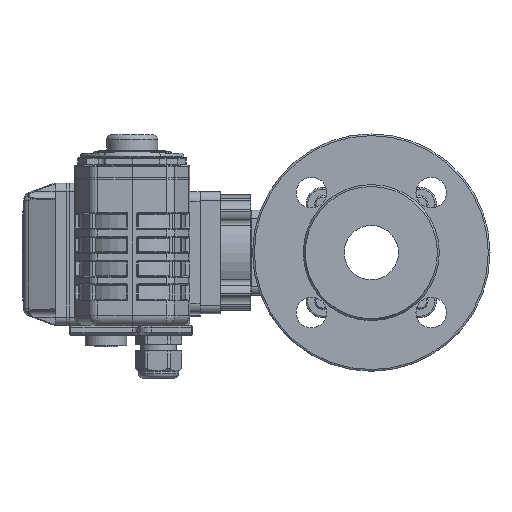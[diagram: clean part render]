
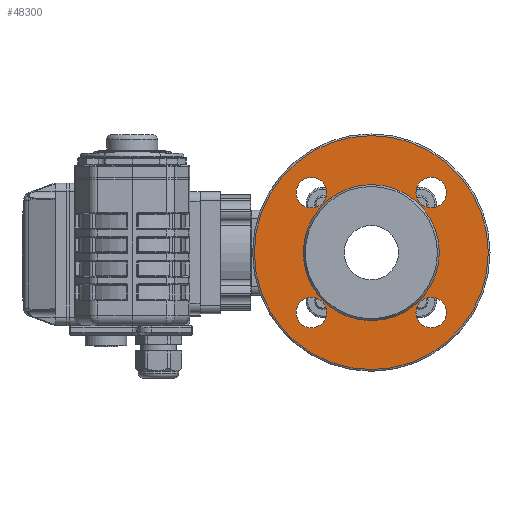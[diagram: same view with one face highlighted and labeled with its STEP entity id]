
A CAD part, left-side view. The second image highlights one B-rep face of the part: STEP entity #48300.
In plain terms, the highlighted planar face has unit normal (-1, 0, 0).
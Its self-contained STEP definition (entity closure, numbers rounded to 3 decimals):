
#1835=PLANE('',#51822);
#3247=CIRCLE('',#51823,69.);
#3248=CIRCLE('',#51824,40.13);
#3249=CIRCLE('',#51825,9.);
#3250=CIRCLE('',#51826,9.);
#3251=CIRCLE('',#51827,9.);
#3252=CIRCLE('',#51828,9.);
#15222=ORIENTED_EDGE('',*,*,#28892,.T.);
#15223=ORIENTED_EDGE('',*,*,#28893,.F.);
#15224=ORIENTED_EDGE('',*,*,#28894,.F.);
#15225=ORIENTED_EDGE('',*,*,#28895,.F.);
#15226=ORIENTED_EDGE('',*,*,#28896,.F.);
#15227=ORIENTED_EDGE('',*,*,#28897,.F.);
#28892=EDGE_CURVE('',#35719,#35719,#3247,.T.);
#28893=EDGE_CURVE('',#35720,#35720,#3248,.T.);
#28894=EDGE_CURVE('',#35721,#35721,#3249,.T.);
#28895=EDGE_CURVE('',#35722,#35722,#3250,.T.);
#28896=EDGE_CURVE('',#35723,#35723,#3251,.T.);
#28897=EDGE_CURVE('',#35724,#35724,#3252,.T.);
#35719=VERTEX_POINT('',#93386);
#35720=VERTEX_POINT('',#93388);
#35721=VERTEX_POINT('',#93390);
#35722=VERTEX_POINT('',#93392);
#35723=VERTEX_POINT('',#93394);
#35724=VERTEX_POINT('',#93396);
#41160=EDGE_LOOP('',(#15222));
#41161=EDGE_LOOP('',(#15223));
#41162=EDGE_LOOP('',(#15224));
#41163=EDGE_LOOP('',(#15225));
#41164=EDGE_LOOP('',(#15226));
#41165=EDGE_LOOP('',(#15227));
#44702=FACE_BOUND('',#41160,.T.);
#44703=FACE_BOUND('',#41161,.T.);
#44704=FACE_BOUND('',#41162,.T.);
#44705=FACE_BOUND('',#41163,.T.);
#44706=FACE_BOUND('',#41164,.T.);
#44707=FACE_BOUND('',#41165,.T.);
#48300=ADVANCED_FACE('',(#44702,#44703,#44704,#44705,#44706,#44707),#1835,
 .F.);
#51822=AXIS2_PLACEMENT_3D('',#93384,#58106,#58107);
#51823=AXIS2_PLACEMENT_3D('',#93385,#58108,#58109);
#51824=AXIS2_PLACEMENT_3D('',#93387,#58110,#58111);
#51825=AXIS2_PLACEMENT_3D('',#93389,#58112,#58113);
#51826=AXIS2_PLACEMENT_3D('',#93391,#58114,#58115);
#51827=AXIS2_PLACEMENT_3D('',#93393,#58116,#58117);
#51828=AXIS2_PLACEMENT_3D('',#93395,#58118,#58119);
#58106=DIRECTION('',(1.,0.,0.));
#58107=DIRECTION('',(0.,0.,-1.));
#58108=DIRECTION('',(-1.,0.,0.));
#58109=DIRECTION('',(0.,0.,1.));
#58110=DIRECTION('',(-1.,0.,0.));
#58111=DIRECTION('',(0.,0.,1.));
#58112=DIRECTION('',(-1.,0.,0.));
#58113=DIRECTION('',(0.,0.,-1.));
#58114=DIRECTION('',(-1.,0.,0.));
#58115=DIRECTION('',(0.,0.,-1.));
#58116=DIRECTION('',(-1.,0.,0.));
#58117=DIRECTION('',(0.,0.,-1.));
#58118=DIRECTION('',(-1.,0.,0.));
#58119=DIRECTION('',(0.,0.,-1.));
#93384=CARTESIAN_POINT('',(432.126,495.543,0.));
#93385=CARTESIAN_POINT('',(432.126,648.178,0.));
#93386=CARTESIAN_POINT('',(432.126,648.178,69.));
#93387=CARTESIAN_POINT('',(432.126,648.178,0.));
#93388=CARTESIAN_POINT('',(432.126,648.178,40.13));
#93389=CARTESIAN_POINT('',(432.126,683.533,35.355));
#93390=CARTESIAN_POINT('',(432.126,683.533,26.355));
#93391=CARTESIAN_POINT('',(432.126,683.533,-35.355));
#93392=CARTESIAN_POINT('',(432.126,683.533,-44.355));
#93393=CARTESIAN_POINT('',(432.126,612.822,-35.355));
#93394=CARTESIAN_POINT('',(432.126,612.822,-44.355));
#93395=CARTESIAN_POINT('',(432.126,612.822,35.355));
#93396=CARTESIAN_POINT('',(432.126,612.822,26.355));
